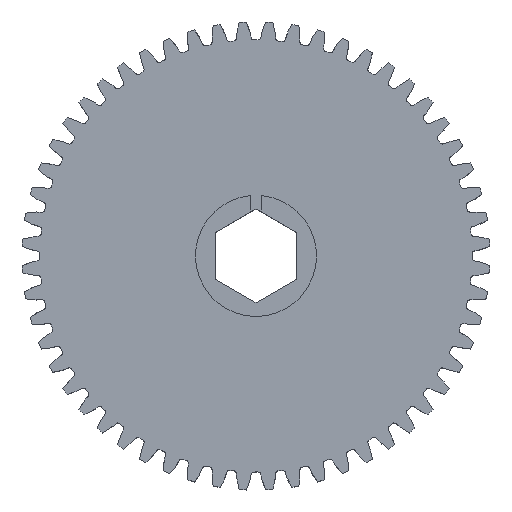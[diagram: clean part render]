
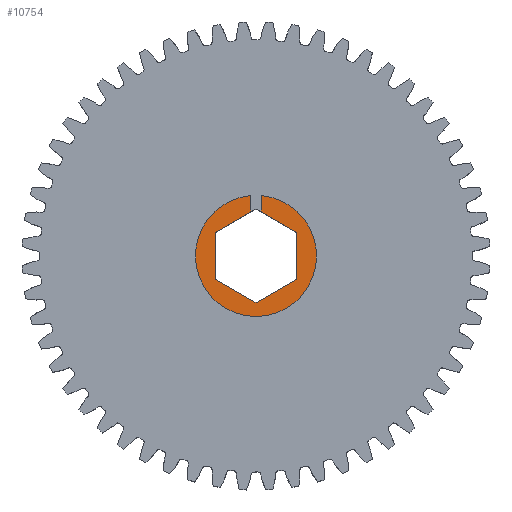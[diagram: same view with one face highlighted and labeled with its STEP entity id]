
A CAD part, top view. The second image highlights one B-rep face of the part: STEP entity #10754.
In plain terms, the highlighted planar face has unit normal (0, 0, 1).
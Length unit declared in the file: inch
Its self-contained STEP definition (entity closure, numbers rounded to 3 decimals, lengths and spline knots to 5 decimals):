
#536 = ORIENTED_EDGE ( 'NONE', *, *, #6330, .F. ) ;
#838 = DIRECTION ( 'NONE',  ( -0.866, -0.5, 0. ) ) ;
#1092 = CARTESIAN_POINT ( 'NONE',  ( -0.03125, 0.27179, 0.249 ) ) ;
#1146 = VERTEX_POINT ( 'NONE', #3411 ) ;
#1209 = LINE ( 'NONE', #12266, #7783 ) ;
#1438 = PLANE ( 'NONE',  #16134 ) ;
#1682 = ORIENTED_EDGE ( 'NONE', *, *, #15846, .T. ) ;
#2529 = AXIS2_PLACEMENT_3D ( 'NONE', #8349, #12336, #3802 ) ;
#2842 = FACE_OUTER_BOUND ( 'NONE', #15938, .T. ) ;
#3047 = DIRECTION ( 'NONE',  ( 0., -1., 0. ) ) ;
#3335 = AXIS2_PLACEMENT_3D ( 'NONE', #3499, #9164, #10267 ) ;
#3411 = CARTESIAN_POINT ( 'NONE',  ( -0.251, 0.14491, 0.249 ) ) ;
#3499 = CARTESIAN_POINT ( 'NONE',  ( 0., 0., 0.249 ) ) ;
#3802 = DIRECTION ( 'NONE',  ( 1., 0., 0. ) ) ;
#3861 = LINE ( 'NONE', #16741, #4859 ) ;
#4068 = VERTEX_POINT ( 'NONE', #16595 ) ;
#4364 = DIRECTION ( 'NONE',  ( 0.866, 0.5, 0. ) ) ;
#4605 = EDGE_CURVE ( 'NONE', #1146, #4649, #16282, .T. ) ;
#4649 = VERTEX_POINT ( 'NONE', #10319 ) ;
#4834 = CARTESIAN_POINT ( 'NONE',  ( 0.03125, 0.1589, 0.249 ) ) ;
#4859 = VECTOR ( 'NONE', #16554, 39.37008 ) ;
#5144 = VECTOR ( 'NONE', #10453, 39.37008 ) ;
#5433 = EDGE_CURVE ( 'NONE', #4649, #4068, #3861, .T. ) ;
#5645 = EDGE_CURVE ( 'NONE', #13262, #14384, #14874, .T. ) ;
#5754 = VECTOR ( 'NONE', #14659, 39.37008 ) ;
#6010 = CARTESIAN_POINT ( 'NONE',  ( -0.03125, 0.1589, 0.249 ) ) ;
#6039 = CARTESIAN_POINT ( 'NONE',  ( 0.375, 0., 0.249 ) ) ;
#6239 = VERTEX_POINT ( 'NONE', #6039 ) ;
#6330 = EDGE_CURVE ( 'NONE', #17693, #13262, #11264, .T. ) ;
#6925 = VECTOR ( 'NONE', #7563, 39.37008 ) ;
#7109 = CARTESIAN_POINT ( 'NONE',  ( 0., 0., 0.249 ) ) ;
#7335 = EDGE_CURVE ( 'NONE', #14315, #10386, #17216, .T. ) ;
#7563 = DIRECTION ( 'NONE',  ( -0.866, 0.5, 0. ) ) ;
#7783 = VECTOR ( 'NONE', #838, 39.37008 ) ;
#7922 = EDGE_CURVE ( 'NONE', #14384, #17730, #10403, .T. ) ;
#8186 = ORIENTED_EDGE ( 'NONE', *, *, #5645, .F. ) ;
#8349 = CARTESIAN_POINT ( 'NONE',  ( 0., 0., 0.249 ) ) ;
#9164 = DIRECTION ( 'NONE',  ( 0., 0., 1. ) ) ;
#9252 = CARTESIAN_POINT ( 'NONE',  ( -0.251, 0.14491, 0.249 ) ) ;
#9598 = CARTESIAN_POINT ( 'NONE',  ( -0.375, 0., 0.249 ) ) ;
#9940 = EDGE_CURVE ( 'NONE', #14315, #10114, #18183, .T. ) ;
#10114 = VERTEX_POINT ( 'NONE', #9598 ) ;
#10267 = DIRECTION ( 'NONE',  ( 1., 0., 0. ) ) ;
#10319 = CARTESIAN_POINT ( 'NONE',  ( -0.251, -0.14491, 0.249 ) ) ;
#10386 = VERTEX_POINT ( 'NONE', #1092 ) ;
#10403 = LINE ( 'NONE', #4834, #5754 ) ;
#10404 = ORIENTED_EDGE ( 'NONE', *, *, #9940, .T. ) ;
#10453 = DIRECTION ( 'NONE',  ( 0., -1., 0. ) ) ;
#10478 = CARTESIAN_POINT ( 'NONE',  ( 0., 0., 0.249 ) ) ;
#10540 = CIRCLE ( 'NONE', #2529, 0.375 ) ;
#10621 = CARTESIAN_POINT ( 'NONE',  ( 0.251, 0.14491, 0.249 ) ) ;
#10689 = ORIENTED_EDGE ( 'NONE', *, *, #4605, .F. ) ;
#10754 = ADVANCED_FACE ( 'NONE', ( #2842 ), #1438, .T. ) ;
#10781 = ORIENTED_EDGE ( 'NONE', *, *, #17742, .F. ) ;
#11173 = CARTESIAN_POINT ( 'NONE',  ( 0.251, -0.14491, 0.249 ) ) ;
#11264 = LINE ( 'NONE', #11173, #16697 ) ;
#11346 = CIRCLE ( 'NONE', #3335, 0.375 ) ;
#11689 = CARTESIAN_POINT ( 'NONE',  ( 0., -0.28983, 0.249 ) ) ;
#11961 = VECTOR ( 'NONE', #3047, 39.37008 ) ;
#12044 = CARTESIAN_POINT ( 'NONE',  ( 0.03125, 0.27179, 0.249 ) ) ;
#12266 = CARTESIAN_POINT ( 'NONE',  ( 0., 0.28983, 0.249 ) ) ;
#12303 = ORIENTED_EDGE ( 'NONE', *, *, #14256, .T. ) ;
#12336 = DIRECTION ( 'NONE',  ( 0., 0., 1. ) ) ;
#12764 = DIRECTION ( 'NONE',  ( 0., 0., 1. ) ) ;
#12808 = LINE ( 'NONE', #11689, #15557 ) ;
#13153 = CARTESIAN_POINT ( 'NONE',  ( -0.03125, 0.3737, 0.249 ) ) ;
#13262 = VERTEX_POINT ( 'NONE', #17167 ) ;
#13447 = EDGE_CURVE ( 'NONE', #4068, #17693, #12808, .T. ) ;
#14256 = EDGE_CURVE ( 'NONE', #10114, #6239, #10540, .T. ) ;
#14315 = VERTEX_POINT ( 'NONE', #13153 ) ;
#14384 = VERTEX_POINT ( 'NONE', #12044 ) ;
#14643 = AXIS2_PLACEMENT_3D ( 'NONE', #10478, #16218, #15097 ) ;
#14659 = DIRECTION ( 'NONE',  ( 0., 1., 0. ) ) ;
#14860 = CARTESIAN_POINT ( 'NONE',  ( 0.251, -0.14491, 0.249 ) ) ;
#14874 = LINE ( 'NONE', #10621, #6925 ) ;
#15097 = DIRECTION ( 'NONE',  ( 1., 0., 0. ) ) ;
#15557 = VECTOR ( 'NONE', #4364, 39.37008 ) ;
#15672 = ORIENTED_EDGE ( 'NONE', *, *, #7922, .F. ) ;
#15846 = EDGE_CURVE ( 'NONE', #6239, #17730, #11346, .T. ) ;
#15938 = EDGE_LOOP ( 'NONE', ( #16371, #10404, #12303, #1682, #15672, #8186, #536, #18371, #16237, #10689, #10781 ) ) ;
#15972 = CARTESIAN_POINT ( 'NONE',  ( 0.03125, 0.3737, 0.249 ) ) ;
#16134 = AXIS2_PLACEMENT_3D ( 'NONE', #7109, #12764, #16748 ) ;
#16218 = DIRECTION ( 'NONE',  ( 0., 0., 1. ) ) ;
#16237 = ORIENTED_EDGE ( 'NONE', *, *, #5433, .F. ) ;
#16282 = LINE ( 'NONE', #9252, #5144 ) ;
#16371 = ORIENTED_EDGE ( 'NONE', *, *, #7335, .F. ) ;
#16554 = DIRECTION ( 'NONE',  ( 0.866, -0.5, 0. ) ) ;
#16595 = CARTESIAN_POINT ( 'NONE',  ( 0., -0.28983, 0.249 ) ) ;
#16697 = VECTOR ( 'NONE', #16903, 39.37008 ) ;
#16741 = CARTESIAN_POINT ( 'NONE',  ( -0.251, -0.14491, 0.249 ) ) ;
#16748 = DIRECTION ( 'NONE',  ( 1., 0., 0. ) ) ;
#16903 = DIRECTION ( 'NONE',  ( 0., 1., 0. ) ) ;
#17167 = CARTESIAN_POINT ( 'NONE',  ( 0.251, 0.14491, 0.249 ) ) ;
#17216 = LINE ( 'NONE', #6010, #11961 ) ;
#17693 = VERTEX_POINT ( 'NONE', #14860 ) ;
#17730 = VERTEX_POINT ( 'NONE', #15972 ) ;
#17742 = EDGE_CURVE ( 'NONE', #10386, #1146, #1209, .T. ) ;
#18183 = CIRCLE ( 'NONE', #14643, 0.375 ) ;
#18371 = ORIENTED_EDGE ( 'NONE', *, *, #13447, .F. ) ;
